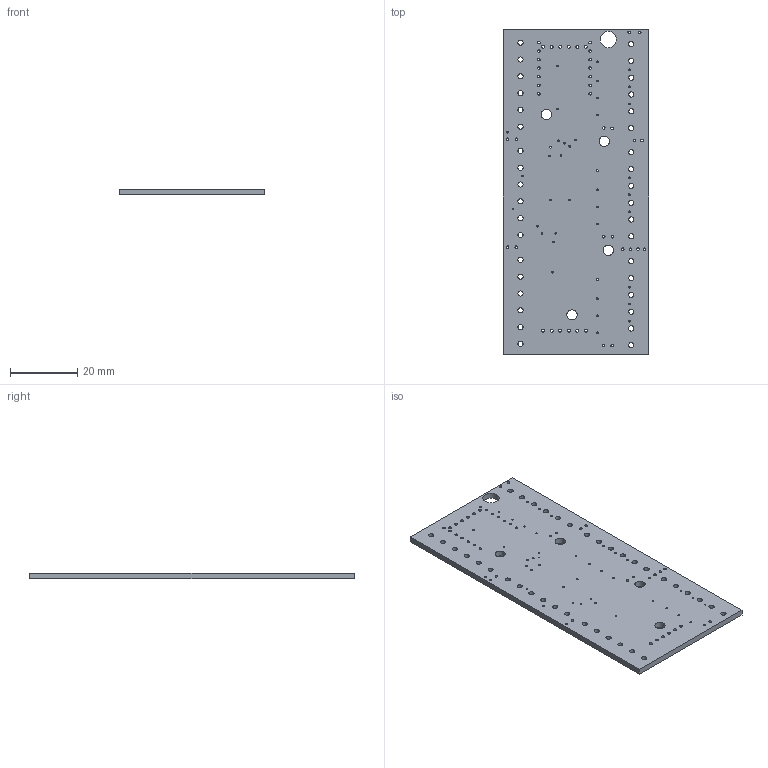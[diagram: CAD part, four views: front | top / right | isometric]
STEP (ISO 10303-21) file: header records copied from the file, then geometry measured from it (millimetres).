
FILE_DESCRIPTION(('FreeCAD Model'),'2;1');
FILE_NAME('Open CASCADE Shape Model','2022-03-10T16:32:33',('Author'),( ''),'Open CASCADE STEP processor 7.5','FreeCAD','Unknown');
FILE_SCHEMA(('AUTOMOTIVE_DESIGN { 1 0 10303 214 1 1 1 1 }'));
Length unit declared in the file: millimetre
Products named in the file (1): Body
Bounding box: 43.18 x 96.52 x 1.78 mm (x, y, z)
Volume: 7152 mm3; surface area: 9254.1 mm2
Topology: 1 solids, 1 shells, 131 faces, 387 edges, 258 vertices
Faces by surface type: cylinder 125, plane 6
Full cylindrical faces by diameter (mm): 0.506 x34, 0.519 x6, 0.719 x2, 0.732 x14, 0.746 x16, 0.879 x7, 0.892 x5, 1.544 x15, 1.558 x18, 1.571 x3, 3.035 x1, 3.049 x2, 3.062 x1, 4.873 x1
Entity records: 10459 total; most frequent: CARTESIAN_POINT 2301, DIRECTION 1550, ORIENTED_EDGE 774, PCURVE 774, DEFINITIONAL_REPRESENTATION 774, LINE 661, VECTOR 661, EDGE_CURVE 387
